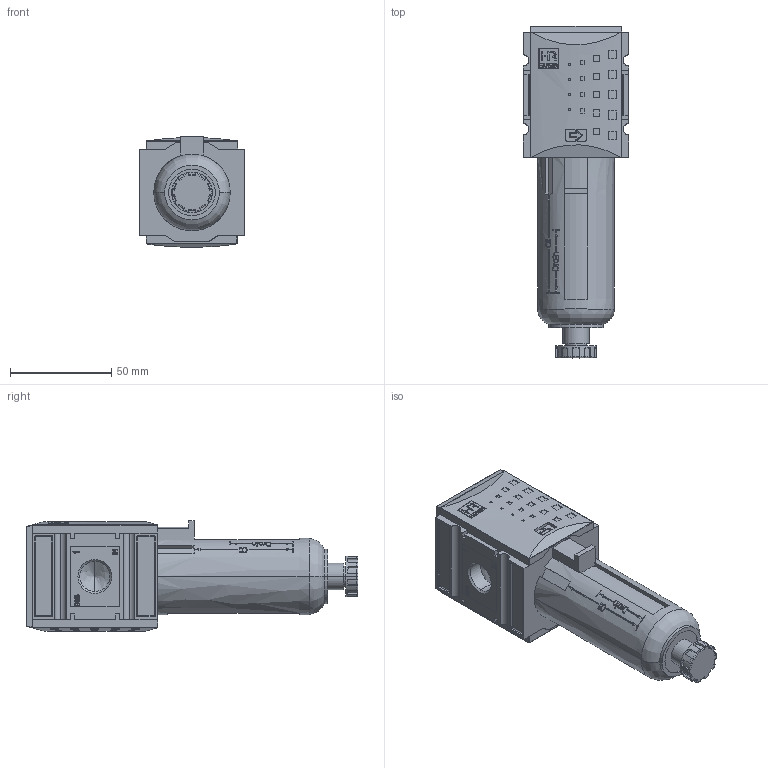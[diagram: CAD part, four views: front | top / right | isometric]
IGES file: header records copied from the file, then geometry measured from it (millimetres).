
Start section: SolidWorks IGES file using analytic representation for surfaces
Global section: file name: KFIL-138.IGS; native system: SolidWorks 2013; preprocessor: SolidWorks 2013; author: technolog; date: 140109.100351; units: millimetre
Bounding box: 52 x 164 x 54.59 mm (x, y, z)
Volume: 237876.9 mm3; surface area: 55996 mm2
Topology: 7 solids, 7 shells, 1221 faces, 6902 edges, 8908 vertices
Faces by surface type: plane 700, revolution 352, bspline 169
